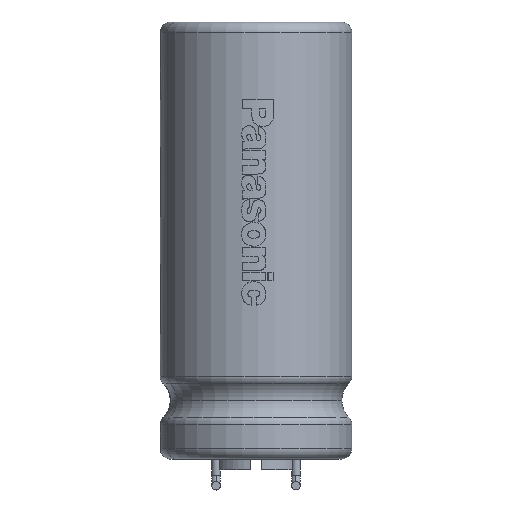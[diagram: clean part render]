
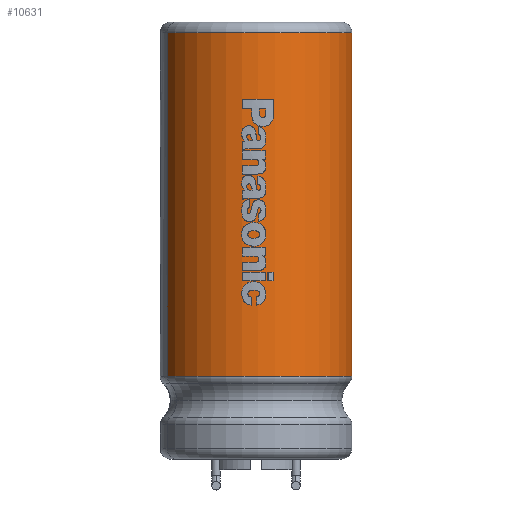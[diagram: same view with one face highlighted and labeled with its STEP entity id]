
A CAD part, front view. The second image highlights one B-rep face of the part: STEP entity #10631.
In plain terms, the highlighted cylindrical face has radius 9 mm (diameter 18 mm), a partial arc.
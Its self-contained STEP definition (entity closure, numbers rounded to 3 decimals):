
#5 = DIRECTION ( 'NONE',  ( -0.924, -0.383, 0. ) ) ;
#24 = CARTESIAN_POINT ( 'NONE',  ( 9., 0., 8.786 ) ) ;
#363 = EDGE_CURVE ( 'NONE', #4770, #8093, #5520, .T. ) ;
#442 = AXIS2_PLACEMENT_3D ( 'NONE', #3094, #15035, #5 ) ;
#704 = VECTOR ( 'NONE', #19588, 1000. ) ;
#1204 = CYLINDRICAL_SURFACE ( 'NONE', #5739, 9. ) ;
#2715 = EDGE_CURVE ( 'NONE', #12436, #7938, #2781, .T. ) ;
#2781 = CIRCLE ( 'NONE', #18311, 9. ) ;
#3094 = CARTESIAN_POINT ( 'NONE',  ( 0., 0., 8.786 ) ) ;
#4770 = VERTEX_POINT ( 'NONE', #14218 ) ;
#5520 = CIRCLE ( 'NONE', #442, 9. ) ;
#5739 = AXIS2_PLACEMENT_3D ( 'NONE', #16610, #16321, #16412 ) ;
#5888 = LINE ( 'NONE', #18011, #10840 ) ;
#7938 = VERTEX_POINT ( 'NONE', #16962 ) ;
#8093 = VERTEX_POINT ( 'NONE', #24 ) ;
#10631 = ADVANCED_FACE ( 'NONE', ( #14828 ), #1204, .T. ) ;
#10840 = VECTOR ( 'NONE', #16736, 1000. ) ;
#10958 = DIRECTION ( 'NONE',  ( 0., 0., 1. ) ) ;
#11284 = EDGE_CURVE ( 'NONE', #12436, #4770, #5888, .T. ) ;
#12039 = CARTESIAN_POINT ( 'NONE',  ( 9., 0., 24.893 ) ) ;
#12436 = VERTEX_POINT ( 'NONE', #16048 ) ;
#12451 = CARTESIAN_POINT ( 'NONE',  ( 0., 0., 41. ) ) ;
#13538 = LINE ( 'NONE', #12039, #704 ) ;
#14218 = CARTESIAN_POINT ( 'NONE',  ( -8.315, -3.444, 8.786 ) ) ;
#14828 = FACE_OUTER_BOUND ( 'NONE', #18521, .T. ) ;
#15035 = DIRECTION ( 'NONE',  ( 0., 0., 1. ) ) ;
#15538 = DIRECTION ( 'NONE',  ( -0.924, -0.383, 0. ) ) ;
#16048 = CARTESIAN_POINT ( 'NONE',  ( -8.315, -3.444, 41. ) ) ;
#16321 = DIRECTION ( 'NONE',  ( 0., 0., 1. ) ) ;
#16412 = DIRECTION ( 'NONE',  ( 1., 0., 0. ) ) ;
#16610 = CARTESIAN_POINT ( 'NONE',  ( 0., 0., 24.893 ) ) ;
#16703 = ORIENTED_EDGE ( 'NONE', *, *, #363, .T. ) ;
#16736 = DIRECTION ( 'NONE',  ( 0., 0., -1. ) ) ;
#16962 = CARTESIAN_POINT ( 'NONE',  ( 9., 0., 41. ) ) ;
#17430 = ORIENTED_EDGE ( 'NONE', *, *, #11284, .T. ) ;
#17788 = EDGE_CURVE ( 'NONE', #8093, #7938, #13538, .T. ) ;
#18011 = CARTESIAN_POINT ( 'NONE',  ( -8.315, -3.444, 41. ) ) ;
#18311 = AXIS2_PLACEMENT_3D ( 'NONE', #12451, #10958, #15538 ) ;
#18521 = EDGE_LOOP ( 'NONE', ( #16703, #19220, #18723, #17430 ) ) ;
#18723 = ORIENTED_EDGE ( 'NONE', *, *, #2715, .F. ) ;
#19220 = ORIENTED_EDGE ( 'NONE', *, *, #17788, .T. ) ;
#19588 = DIRECTION ( 'NONE',  ( 0., 0., 1. ) ) ;
